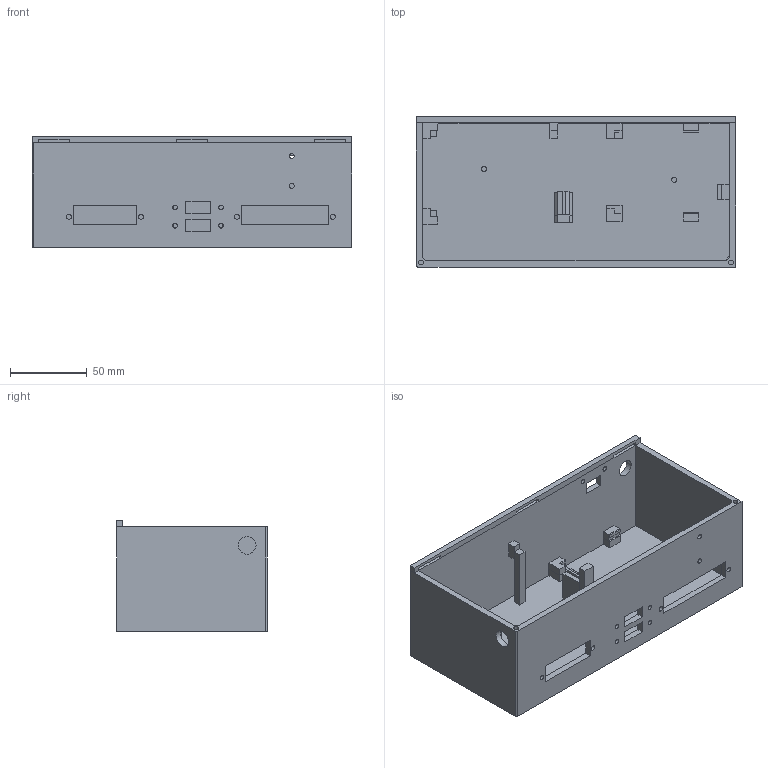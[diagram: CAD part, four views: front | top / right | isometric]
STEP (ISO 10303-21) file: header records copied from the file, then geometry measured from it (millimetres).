
FILE_DESCRIPTION(('FreeCAD Model'),'2;1');
FILE_NAME('Open CASCADE Shape Model','2024-04-22T11:47:50',('Author'),( ''),'Open CASCADE STEP processor 7.6','FreeCAD','Unknown');
FILE_SCHEMA(('AUTOMOTIVE_DESIGN { 1 0 10303 214 1 1 1 1 }'));
Length unit declared in the file: millimetre
Products named in the file (1): Body
Bounding box: 208 x 98 x 72 mm (x, y, z)
Volume: 250031.5 mm3; surface area: 125889.3 mm2
Topology: 1 solids, 1 shells, 181 faces, 477 edges, 305 vertices
Faces by surface type: plane 161, cylinder 20
Full cylindrical faces by diameter (mm): 3 x4, 3.25 x12, 11 x1, 11.5 x1
Entity records: 5561 total; most frequent: CARTESIAN_POINT 964, ORIENTED_EDGE 954, DIRECTION 881, EDGE_CURVE 477, LINE 437, VECTOR 437, VERTEX_POINT 305, FACE_BOUND 228
